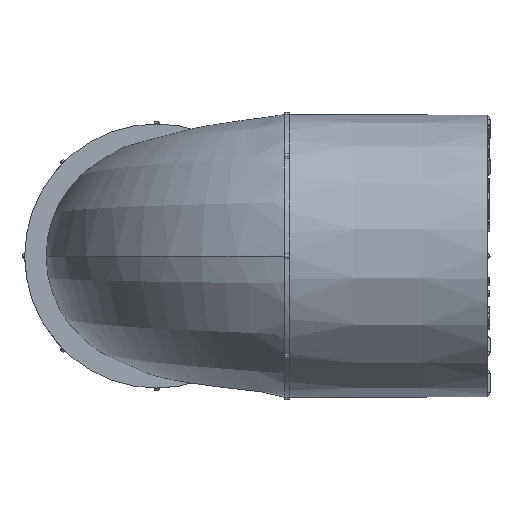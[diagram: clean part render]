
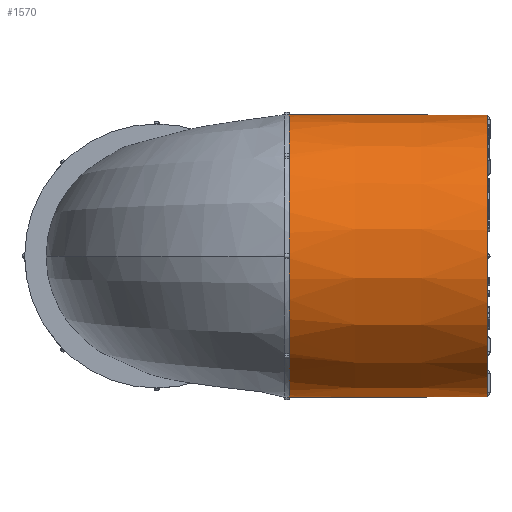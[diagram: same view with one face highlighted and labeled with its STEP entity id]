
A CAD part, left-side view. The second image highlights one B-rep face of the part: STEP entity #1570.
In plain terms, the highlighted conical face has half-angle 0.127 degrees and reference radius 16.05 mm.
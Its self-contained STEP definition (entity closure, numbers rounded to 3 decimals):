
#271=CONICAL_SURFACE('',#21991,16.05,0.127);
#1570=ADVANCED_FACE('',(#6348,#6349),#271,.T.);
#5932=CIRCLE('',#21795,16.);
#6036=CIRCLE('',#21956,16.05);
#6037=CIRCLE('',#21958,16.05);
#6038=CIRCLE('',#21960,16.05);
#6039=CIRCLE('',#21962,16.05);
#6040=CIRCLE('',#21964,16.05);
#6041=CIRCLE('',#21966,16.05);
#6042=CIRCLE('',#21968,16.05);
#6043=CIRCLE('',#21970,16.05);
#6044=CIRCLE('',#21972,16.05);
#6045=CIRCLE('',#21974,16.05);
#6046=CIRCLE('',#21976,16.05);
#6047=CIRCLE('',#21978,16.05);
#6048=CIRCLE('',#21980,16.05);
#6049=CIRCLE('',#21983,16.05);
#6050=CIRCLE('',#21985,16.05);
#6051=CIRCLE('',#21987,16.05);
#6348=FACE_BOUND('',#6532,.T.);
#6349=FACE_BOUND('',#6533,.T.);
#6532=EDGE_LOOP('',(#8866,#8867,#8868,#8869,#8870,#8871,#8872,#8873,#8874,
#8875,#8876,#8877,#8878,#8879,#8880,#8881));
#6533=EDGE_LOOP('',(#8882));
#8866=ORIENTED_EDGE('',*,*,#17566,.F.);
#8867=ORIENTED_EDGE('',*,*,#17544,.F.);
#8868=ORIENTED_EDGE('',*,*,#17545,.F.);
#8869=ORIENTED_EDGE('',*,*,#17546,.F.);
#8870=ORIENTED_EDGE('',*,*,#17547,.F.);
#8871=ORIENTED_EDGE('',*,*,#17548,.F.);
#8872=ORIENTED_EDGE('',*,*,#17549,.F.);
#8873=ORIENTED_EDGE('',*,*,#17550,.F.);
#8874=ORIENTED_EDGE('',*,*,#17552,.T.);
#8875=ORIENTED_EDGE('',*,*,#17553,.T.);
#8876=ORIENTED_EDGE('',*,*,#17555,.T.);
#8877=ORIENTED_EDGE('',*,*,#17556,.T.);
#8878=ORIENTED_EDGE('',*,*,#17557,.T.);
#8879=ORIENTED_EDGE('',*,*,#17559,.T.);
#8880=ORIENTED_EDGE('',*,*,#17564,.T.);
#8881=ORIENTED_EDGE('',*,*,#17565,.F.);
#8882=ORIENTED_EDGE('',*,*,#16952,.F.);
#14752=VERTEX_POINT('',#29841);
#15171=VERTEX_POINT('',#32258);
#15173=VERTEX_POINT('',#32267);
#15174=VERTEX_POINT('',#32269);
#15175=VERTEX_POINT('',#32276);
#15177=VERTEX_POINT('',#32285);
#15180=VERTEX_POINT('',#32295);
#15181=VERTEX_POINT('',#32297);
#15182=VERTEX_POINT('',#32304);
#15187=VERTEX_POINT('',#32318);
#15190=VERTEX_POINT('',#32328);
#15191=VERTEX_POINT('',#32330);
#15192=VERTEX_POINT('',#32337);
#15197=VERTEX_POINT('',#32350);
#15198=VERTEX_POINT('',#32355);
#15199=VERTEX_POINT('',#32359);
#15200=VERTEX_POINT('',#32360);
#16952=EDGE_CURVE('',#14752,#14752,#5932,.T.);
#17544=EDGE_CURVE('',#15171,#15198,#6036,.T.);
#17545=EDGE_CURVE('',#15174,#15171,#6037,.T.);
#17546=EDGE_CURVE('',#15173,#15174,#6038,.T.);
#17547=EDGE_CURVE('',#15175,#15173,#6039,.T.);
#17548=EDGE_CURVE('',#15177,#15175,#6040,.T.);
#17549=EDGE_CURVE('',#15181,#15177,#6041,.T.);
#17550=EDGE_CURVE('',#15180,#15181,#6042,.T.);
#17552=EDGE_CURVE('',#15180,#15182,#6043,.T.);
#17553=EDGE_CURVE('',#15182,#15187,#6044,.T.);
#17555=EDGE_CURVE('',#15187,#15191,#6045,.T.);
#17556=EDGE_CURVE('',#15191,#15190,#6046,.T.);
#17557=EDGE_CURVE('',#15190,#15192,#6047,.T.);
#17559=EDGE_CURVE('',#15192,#15197,#6048,.T.);
#17564=EDGE_CURVE('',#15197,#15199,#6049,.T.);
#17565=EDGE_CURVE('',#15200,#15199,#6050,.T.);
#17566=EDGE_CURVE('',#15198,#15200,#6051,.T.);
#21795=AXIS2_PLACEMENT_3D('',#29840,#23329,#23330);
#21956=AXIS2_PLACEMENT_3D('',#34480,#23719,#23720);
#21958=AXIS2_PLACEMENT_3D('',#34482,#23723,#23724);
#21960=AXIS2_PLACEMENT_3D('',#34484,#23727,#23728);
#21962=AXIS2_PLACEMENT_3D('',#34486,#23731,#23732);
#21964=AXIS2_PLACEMENT_3D('',#34488,#23735,#23736);
#21966=AXIS2_PLACEMENT_3D('',#34490,#23739,#23740);
#21968=AXIS2_PLACEMENT_3D('',#34492,#23743,#23744);
#21970=AXIS2_PLACEMENT_3D('',#34498,#23747,#23748);
#21972=AXIS2_PLACEMENT_3D('',#34500,#23751,#23752);
#21974=AXIS2_PLACEMENT_3D('',#34506,#23755,#23756);
#21976=AXIS2_PLACEMENT_3D('',#34508,#23759,#23760);
#21978=AXIS2_PLACEMENT_3D('',#34510,#23763,#23764);
#21980=AXIS2_PLACEMENT_3D('',#34516,#23767,#23768);
#21983=AXIS2_PLACEMENT_3D('',#35363,#23773,#23774);
#21985=AXIS2_PLACEMENT_3D('',#35365,#23777,#23778);
#21987=AXIS2_PLACEMENT_3D('',#35367,#23781,#23782);
#21991=AXIS2_PLACEMENT_3D('',#35372,#23789,#23790);
#23329=DIRECTION('',(0.,-1.,0.));
#23330=DIRECTION('',(0.,0.,1.));
#23719=DIRECTION('',(0.,1.,0.));
#23720=DIRECTION('',(0.,0.,-1.));
#23723=DIRECTION('',(0.,1.,0.));
#23724=DIRECTION('',(0.,0.,-1.));
#23727=DIRECTION('',(0.,1.,0.));
#23728=DIRECTION('',(0.,0.,-1.));
#23731=DIRECTION('',(0.,1.,0.));
#23732=DIRECTION('',(0.,0.,-1.));
#23735=DIRECTION('',(0.,1.,0.));
#23736=DIRECTION('',(0.,0.,-1.));
#23739=DIRECTION('',(0.,1.,0.));
#23740=DIRECTION('',(0.,0.,-1.));
#23743=DIRECTION('',(0.,1.,0.));
#23744=DIRECTION('',(0.,0.,-1.));
#23747=DIRECTION('',(0.,-1.,0.));
#23748=DIRECTION('',(0.,0.,-1.));
#23751=DIRECTION('',(0.,-1.,0.));
#23752=DIRECTION('',(0.,0.,-1.));
#23755=DIRECTION('',(0.,-1.,0.));
#23756=DIRECTION('',(0.,0.,-1.));
#23759=DIRECTION('',(0.,-1.,0.));
#23760=DIRECTION('',(0.,0.,-1.));
#23763=DIRECTION('',(0.,-1.,0.));
#23764=DIRECTION('',(0.,0.,-1.));
#23767=DIRECTION('',(0.,-1.,0.));
#23768=DIRECTION('',(0.,0.,-1.));
#23773=DIRECTION('',(0.,-1.,0.));
#23774=DIRECTION('',(0.,0.,-1.));
#23777=DIRECTION('',(0.,1.,0.));
#23778=DIRECTION('',(0.,0.,-1.));
#23781=DIRECTION('',(0.,1.,0.));
#23782=DIRECTION('',(0.,0.,-1.));
#23789=DIRECTION('',(0.,1.,0.));
#23790=DIRECTION('',(0.,0.,-1.));
#29840=CARTESIAN_POINT('',(7879.725,4247.644,0.));
#29841=CARTESIAN_POINT('',(7879.725,4247.644,16.));
#32258=CARTESIAN_POINT('',(7890.891,4270.144,11.529));
#32267=CARTESIAN_POINT('',(7879.468,4270.144,16.048));
#32269=CARTESIAN_POINT('',(7879.982,4270.144,16.048));
#32276=CARTESIAN_POINT('',(7868.559,4270.144,11.529));
#32285=CARTESIAN_POINT('',(7868.119,4270.144,11.086));
#32295=CARTESIAN_POINT('',(7863.677,4270.144,-0.257));
#32297=CARTESIAN_POINT('',(7863.677,4270.144,0.257));
#32304=CARTESIAN_POINT('',(7868.119,4270.144,-11.086));
#32318=CARTESIAN_POINT('',(7868.559,4270.144,-11.529));
#32328=CARTESIAN_POINT('',(7879.982,4270.144,-16.048));
#32330=CARTESIAN_POINT('',(7879.468,4270.144,-16.048));
#32337=CARTESIAN_POINT('',(7890.891,4270.144,-11.529));
#32350=CARTESIAN_POINT('',(7891.331,4270.144,-11.086));
#32355=CARTESIAN_POINT('',(7891.331,4270.144,11.086));
#32359=CARTESIAN_POINT('',(7895.773,4270.144,-0.257));
#32360=CARTESIAN_POINT('',(7895.773,4270.144,0.257));
#34480=CARTESIAN_POINT('',(7879.725,4270.144,0.));
#34482=CARTESIAN_POINT('',(7879.725,4270.144,0.));
#34484=CARTESIAN_POINT('',(7879.725,4270.144,0.));
#34486=CARTESIAN_POINT('',(7879.725,4270.144,0.));
#34488=CARTESIAN_POINT('',(7879.725,4270.144,0.));
#34490=CARTESIAN_POINT('',(7879.725,4270.144,0.));
#34492=CARTESIAN_POINT('',(7879.725,4270.144,0.));
#34498=CARTESIAN_POINT('',(7879.725,4270.144,0.));
#34500=CARTESIAN_POINT('',(7879.725,4270.144,0.));
#34506=CARTESIAN_POINT('',(7879.725,4270.144,0.));
#34508=CARTESIAN_POINT('',(7879.725,4270.144,0.));
#34510=CARTESIAN_POINT('',(7879.725,4270.144,0.));
#34516=CARTESIAN_POINT('',(7879.725,4270.144,0.));
#35363=CARTESIAN_POINT('',(7879.725,4270.144,0.));
#35365=CARTESIAN_POINT('',(7879.725,4270.144,0.));
#35367=CARTESIAN_POINT('',(7879.725,4270.144,0.));
#35372=CARTESIAN_POINT('',(7879.725,4270.144,0.));
